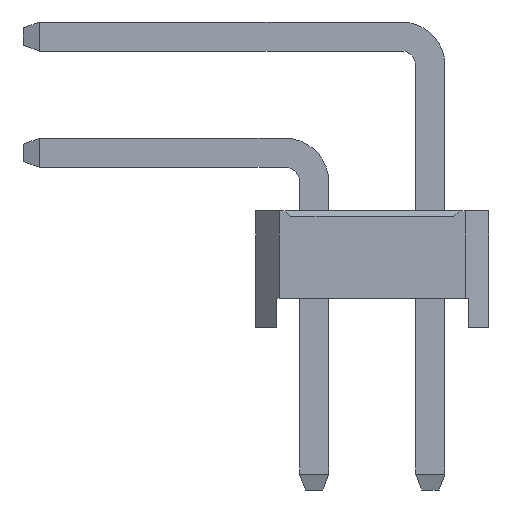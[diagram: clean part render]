
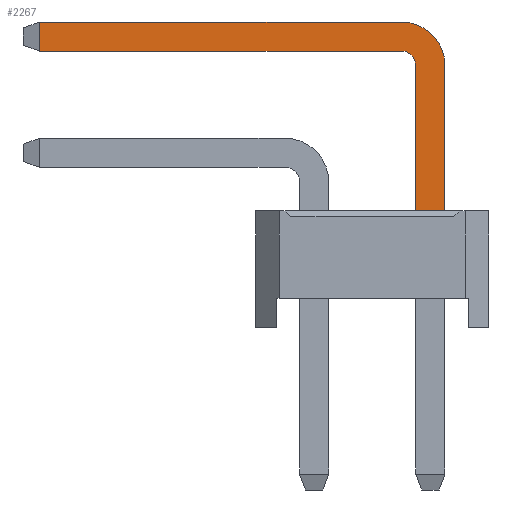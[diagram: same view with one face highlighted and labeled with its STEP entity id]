
A CAD part, left-side view. The second image highlights one B-rep face of the part: STEP entity #2267.
In plain terms, the highlighted planar face has unit normal (-1, 0, 0).
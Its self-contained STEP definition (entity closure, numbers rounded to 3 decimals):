
#2267=ADVANCED_FACE('',(#9807),#9809,.T.);
#9807=FACE_BOUND('',#9808,.T.);
#9808=EDGE_LOOP('',(#15905,#15906,#15907,#15908,#15909,#15910,#15911,#15912));
#9809=PLANE('',#9810);
#9810=AXIS2_PLACEMENT_3D('',#9811,#9812,#9813);
#9811=CARTESIAN_POINT('',(-0.25,-1.75,-2.8));
#9812=DIRECTION('',(-1.,0.,0.));
#9813=DIRECTION('',(0.,-1.,0.));
#15905=ORIENTED_EDGE('',*,*,#19662,.F.);
#15906=ORIENTED_EDGE('',*,*,#19663,.F.);
#15907=ORIENTED_EDGE('',*,*,#19664,.F.);
#15908=ORIENTED_EDGE('',*,*,#19665,.F.);
#15909=ORIENTED_EDGE('',*,*,#18727,.T.);
#15910=ORIENTED_EDGE('',*,*,#19661,.T.);
#15911=ORIENTED_EDGE('',*,*,#19666,.T.);
#15912=ORIENTED_EDGE('',*,*,#19667,.T.);
#18727=EDGE_CURVE('',#21078,#21076,#21079,.T.);
#19661=EDGE_CURVE('',#21076,#22678,#22680,.T.);
#19662=EDGE_CURVE('',#22681,#22682,#22683,.T.);
#19663=EDGE_CURVE('',#22684,#22681,#22685,.T.);
#19664=EDGE_CURVE('',#22686,#22684,#22687,.T.);
#19665=EDGE_CURVE('',#21078,#22686,#22688,.T.);
#19666=EDGE_CURVE('',#22678,#22689,#22690,.T.);
#19667=EDGE_CURVE('',#22689,#22682,#22691,.T.);
#21076=VERTEX_POINT('',#24974);
#21078=VERTEX_POINT('',#24978);
#21079=LINE('',#24979,#24980);
#22678=VERTEX_POINT('',#28502);
#22680=LINE('',#28506,#28507);
#22681=VERTEX_POINT('',#28509);
#22682=VERTEX_POINT('',#28510);
#22683=LINE('',#28511,#28512);
#22684=VERTEX_POINT('',#28514);
#22685=LINE('',#28515,#28516);
#22686=VERTEX_POINT('',#28518);
#22687=CIRCLE('',#28519,0.25);
#22688=LINE('',#28523,#28524);
#22689=VERTEX_POINT('',#28526);
#22690=CIRCLE('',#28527,0.75);
#22691=LINE('',#28531,#28532);
#24974=CARTESIAN_POINT('',(-0.25,-2.25,2.));
#24978=CARTESIAN_POINT('',(-0.25,-1.75,2.));
#24979=CARTESIAN_POINT('',(-0.25,-1.75,2.));
#24980=VECTOR('',#24981,1.);
#24981=DIRECTION('',(0.,-1.,0.));
#28502=CARTESIAN_POINT('',(-0.25,-2.25,4.5));
#28506=CARTESIAN_POINT('',(-0.25,-2.25,2.));
#28507=VECTOR('',#28508,1.);
#28508=DIRECTION('',(0.,0.,1.));
#28509=CARTESIAN_POINT('',(-0.25,4.725,4.75));
#28510=CARTESIAN_POINT('',(-0.25,4.725,5.25));
#28511=CARTESIAN_POINT('',(-0.25,4.725,4.75));
#28512=VECTOR('',#28513,1.);
#28513=DIRECTION('',(0.,0.,1.));
#28514=CARTESIAN_POINT('',(-0.25,-1.5,4.75));
#28515=CARTESIAN_POINT('',(-0.25,-1.5,4.75));
#28516=VECTOR('',#28517,1.);
#28517=DIRECTION('',(0.,1.,0.));
#28518=CARTESIAN_POINT('',(-0.25,-1.75,4.5));
#28519=AXIS2_PLACEMENT_3D('',#28520,#28521,#28522);
#28520=CARTESIAN_POINT('',(-0.25,-1.5,4.5));
#28521=DIRECTION('',(-1.,-0.,0.));
#28522=DIRECTION('',(0.,-1.,0.));
#28523=CARTESIAN_POINT('',(-0.25,-1.75,2.));
#28524=VECTOR('',#28525,1.);
#28525=DIRECTION('',(0.,0.,1.));
#28526=CARTESIAN_POINT('',(-0.25,-1.5,5.25));
#28527=AXIS2_PLACEMENT_3D('',#28528,#28529,#28530);
#28528=CARTESIAN_POINT('',(-0.25,-1.5,4.5));
#28529=DIRECTION('',(-1.,-0.,0.));
#28530=DIRECTION('',(0.,-1.,0.));
#28531=CARTESIAN_POINT('',(-0.25,-1.5,5.25));
#28532=VECTOR('',#28533,1.);
#28533=DIRECTION('',(0.,1.,0.));
